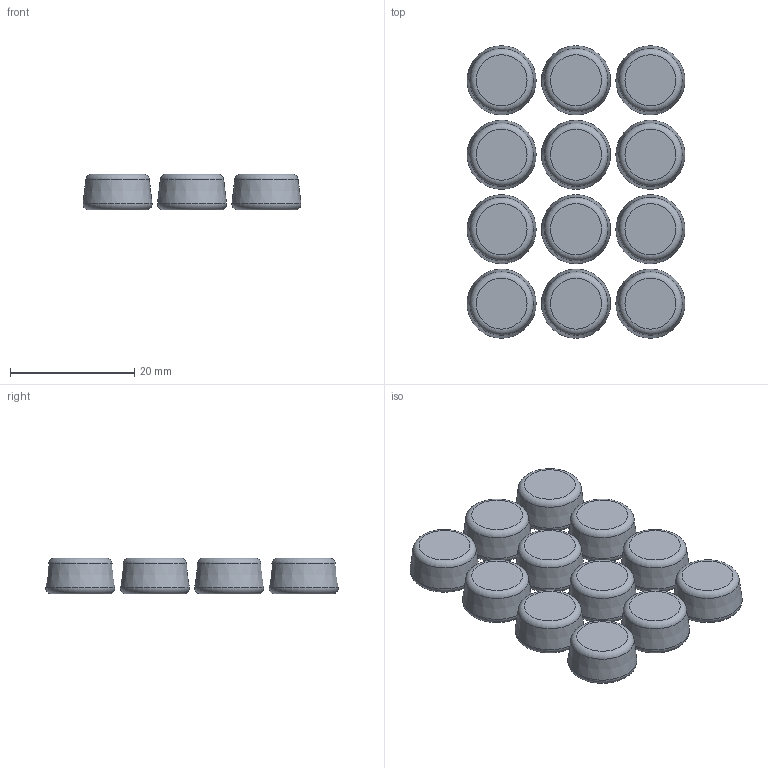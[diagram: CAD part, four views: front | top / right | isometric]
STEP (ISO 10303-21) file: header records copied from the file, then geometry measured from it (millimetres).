
FILE_DESCRIPTION(/* description */ (''),/* implementation_level */ '2;1');
FILE_NAME(/* name */ 'button cap v5.step',/* time_stamp */ '2024-10-28T10:53:36+01:00',/* author */ (''),/* organization */ (''),/* preprocessor_version */ 'ST-DEVELOPER v20',/* originating_system */ 'Autodesk Translation Framework v13.20.0.188',/* authorisation */ '');
FILE_SCHEMA (('AUTOMOTIVE_DESIGN { 1 0 10303 214 3 1 1 }'));
Length unit declared in the file: millimetre
Products named in the file (1): button cap
Bounding box: 35.14 x 47.14 x 5.8 mm (x, y, z)
Volume: 5613.5 mm3; surface area: 4688.3 mm2
Topology: 12 solids, 12 shells, 84 faces, 132 edges, 84 vertices
Faces by surface type: plane 36, torus 24, cone 24
Entity records: 1970 total; most frequent: DIRECTION 410, CARTESIAN_POINT 301, ORIENTED_EDGE 264, AXIS2_PLACEMENT_3D 193, EDGE_CURVE 132, CIRCLE 108, EDGE_LOOP 96, FACE_OUTER_BOUND 84
